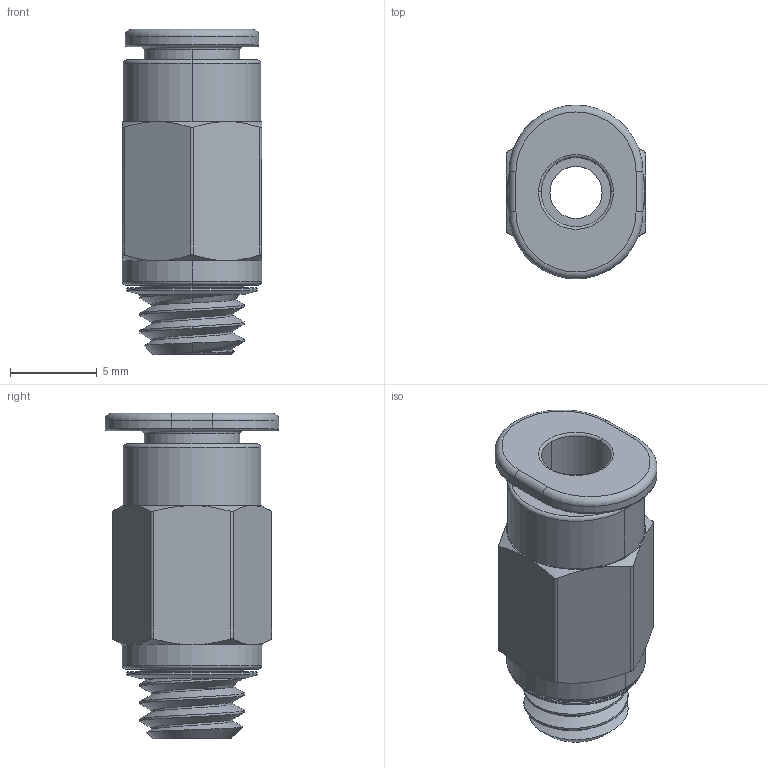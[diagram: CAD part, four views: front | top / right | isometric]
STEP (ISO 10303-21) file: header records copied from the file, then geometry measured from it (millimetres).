
FILE_DESCRIPTION (( 'STEP AP203' ), '1' );
FILE_NAME ('51115K727_Push-to-Connect Tube Fitting for Air and Water.STEP', '2022-07-07T18:50:56', ( 'Administrator' ), ( 'Managed by Terraform' ), 'SwSTEP 2.0', 'SolidWorks 2017', '' );
FILE_SCHEMA (( 'CONFIG_CONTROL_DESIGN' ));
Length unit declared in the file: millimetre
Products named in the file (1): 51115K727_Push-to-Connect Tube Fitting for Air and Water
Bounding box: 8 x 10 x 18.7 mm (x, y, z)
Volume: 665.1 mm3; surface area: 1435.2 mm2
Topology: 5 solids, 5 shells, 105 faces, 240 edges, 149 vertices
Faces by surface type: cylinder 44, cone 24, plane 22, torus 12, bspline 3
Entity records: 3966 total; most frequent: CARTESIAN_POINT 1580, DIRECTION 484, ORIENTED_EDGE 480, EDGE_CURVE 240, AXIS2_PLACEMENT_3D 209, VERTEX_POINT 149, EDGE_LOOP 119, CIRCLE 106
